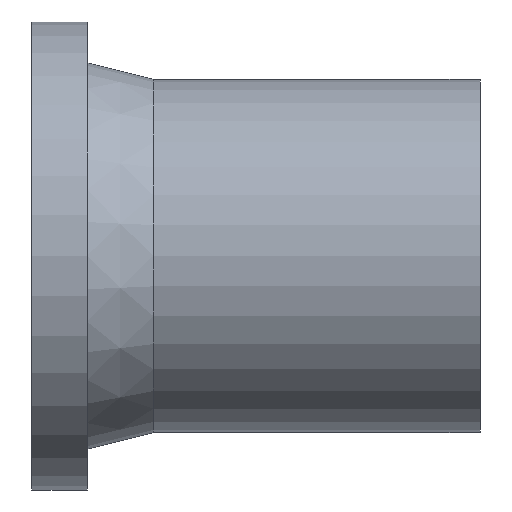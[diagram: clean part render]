
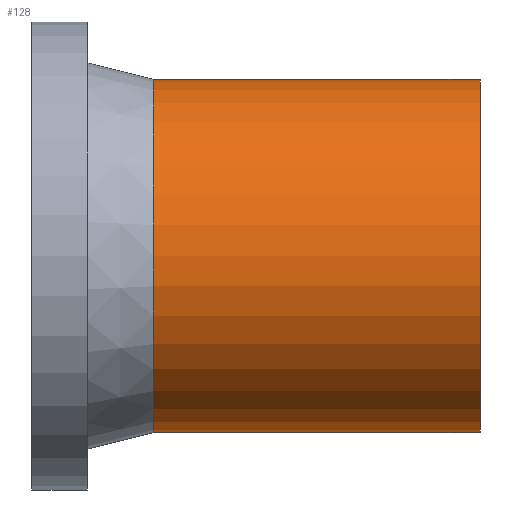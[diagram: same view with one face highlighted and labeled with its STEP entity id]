
A CAD part, top view. The second image highlights one B-rep face of the part: STEP entity #128.
In plain terms, the highlighted cylindrical face has radius 80 mm (diameter 160 mm), a partial arc.
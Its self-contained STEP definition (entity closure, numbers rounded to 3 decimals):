
#72 = VERTEX_POINT( '', #184 );
#84 = EDGE_CURVE( '', #72, #132, #198, .T. );
#106 = VERTEX_POINT( '', #224 );
#110 = EDGE_CURVE( '', #106, #132, #228, .T. );
#116 = EDGE_CURVE( '', #72, #136, #237, .T. );
#128 = ADVANCED_FACE( '', ( #250 ), #251, .T. );
#132 = VERTEX_POINT( '', #255 );
#136 = VERTEX_POINT( '', #259 );
#156 = EDGE_CURVE( '', #136, #106, #281, .T. );
#184 = CARTESIAN_POINT( '', ( -148., -80., 0. ) );
#198 = CIRCLE( '', #318, 80. );
#224 = CARTESIAN_POINT( '', ( 0., 80., 0. ) );
#228 = LINE( '', #355, #356 );
#237 = LINE( '', #366, #367 );
#250 = FACE_OUTER_BOUND( '', #385, .T. );
#251 = CYLINDRICAL_SURFACE( '', #386, 80. );
#255 = CARTESIAN_POINT( '', ( -148., 80., 0. ) );
#259 = CARTESIAN_POINT( '', ( 0., -80., 0. ) );
#281 = CIRCLE( '', #422, 80. );
#318 = AXIS2_PLACEMENT_3D( '', #455, #456, #457 );
#355 = CARTESIAN_POINT( '', ( -74., 80., 0. ) );
#356 = VECTOR( '', #490, 1. );
#366 = CARTESIAN_POINT( '', ( -74., -80., 0. ) );
#367 = VECTOR( '', #507, 1. );
#385 = EDGE_LOOP( '', ( #522, #523, #524, #525 ) );
#386 = AXIS2_PLACEMENT_3D( '', #526, #527, #528 );
#422 = AXIS2_PLACEMENT_3D( '', #560, #561, #562 );
#455 = CARTESIAN_POINT( '', ( -148., 0., 0. ) );
#456 = DIRECTION( '', ( -1., 0., 0. ) );
#457 = DIRECTION( '', ( 0., 1., 0. ) );
#490 = DIRECTION( '', ( -1., 0., 0. ) );
#507 = DIRECTION( '', ( 1., 0., 0. ) );
#522 = ORIENTED_EDGE( '', *, *, #110, .T. );
#523 = ORIENTED_EDGE( '', *, *, #84, .F. );
#524 = ORIENTED_EDGE( '', *, *, #116, .T. );
#525 = ORIENTED_EDGE( '', *, *, #156, .T. );
#526 = CARTESIAN_POINT( '', ( -74., 0., 0. ) );
#527 = DIRECTION( '', ( 1., 0., 0. ) );
#528 = DIRECTION( '', ( 0., 1., 0. ) );
#560 = CARTESIAN_POINT( '', ( 0., 0., 0. ) );
#561 = DIRECTION( '', ( -1., 0., 0. ) );
#562 = DIRECTION( '', ( 0., 1., 0. ) );
